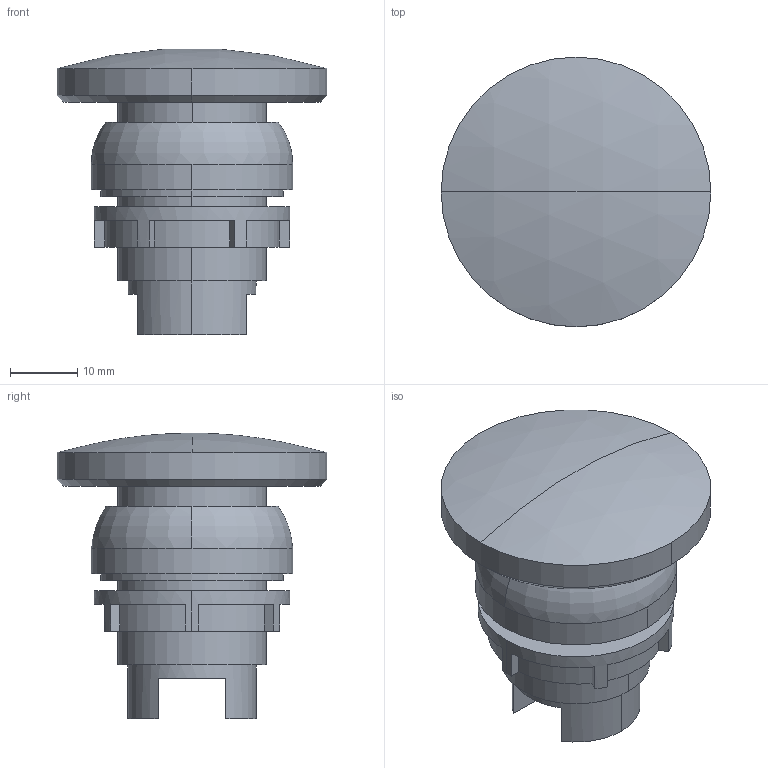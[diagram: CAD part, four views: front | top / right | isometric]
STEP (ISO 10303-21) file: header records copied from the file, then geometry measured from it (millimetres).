
FILE_DESCRIPTION(('STEP AP214'),'1');
FILE_NAME('coup_de_poing_023834_ew.stp','2017-05-10T14:45:04',('TraceParts'),('TraceParts S.A.'),'Spatial InterOp 3D',' ',' ');
FILE_SCHEMA(('automotive_design'));
Length unit declared in the file: millimetre
Products named in the file (2): coup_de_poing_023834_ew_1; coup_de_poing_023834_ew_2
Bounding box: 40 x 40 x 42.38 mm (x, y, z)
Volume: 23644.5 mm3; surface area: 7763.4 mm2
Topology: 2 solids, 2 shells, 58 faces, 146 edges, 97 vertices
Faces by surface type: plane 30, cylinder 22, torus 2, sphere 2, cone 2
Entity records: 1808 total; most frequent: DIRECTION 338, CARTESIAN_POINT 303, ORIENTED_EDGE 292, EDGE_CURVE 146, AXIS2_PLACEMENT_3D 132, VERTEX_POINT 97, LINE 74, VECTOR 74
